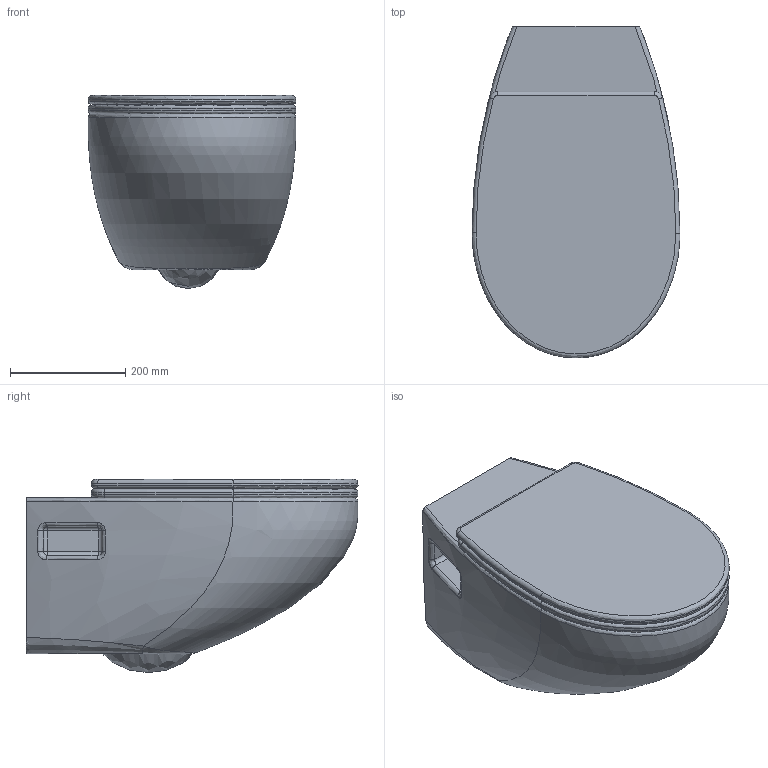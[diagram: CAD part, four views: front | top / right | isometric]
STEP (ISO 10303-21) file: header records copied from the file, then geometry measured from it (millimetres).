
FILE_DESCRIPTION((''),'2;1');
FILE_NAME('254709.stp','2008-03-11T07:50:23',('Huebner'),(''),'Autodesk Inventor 11','Autodesk Inventor 11','');
FILE_SCHEMA(('AUTOMOTIVE_DESIGN { 1 0 10303 214 1 1 1 1 }'));
Length unit declared in the file: millimetre
Products named in the file (5): 254709; Duraplus_Syfon_1; 006681_1; 006681_2
Assembly tree (4 placements, depth 2):
  254709
    254709
    Duraplus_Syfon_1
    006681_1
    006681_2
Bounding box: 360.33 x 575.67 x 334.98 mm (x, y, z)
Volume: 27711580.2 mm3; surface area: 1473893.2 mm2
Topology: 6 solids, 8 shells, 223 faces, 510 edges, 302 vertices
Faces by surface type: bspline 87, cylinder 64, plane 52, torus 20
Full cylindrical faces by diameter (mm): 12 x4, 15 x4, 19 x8, 45 x1, 88 x1, 102 x1
Entity records: 34655 total; most frequent: CARTESIAN_POINT 30132, ORIENTED_EDGE 940, DIRECTION 800, EDGE_CURVE 470, AXIS2_PLACEMENT_3D 342, VERTEX_POINT 296, EDGE_LOOP 270, FACE_OUTER_BOUND 223
